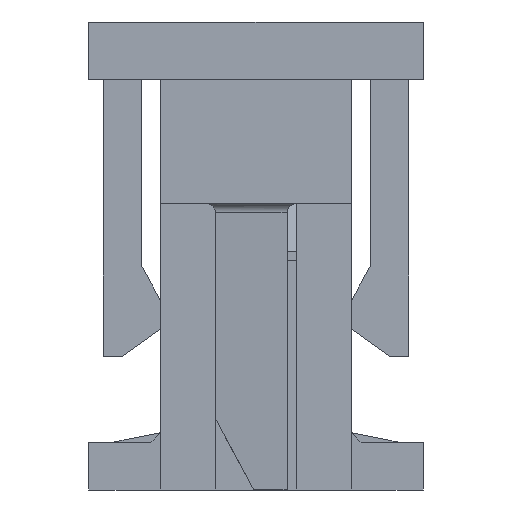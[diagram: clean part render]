
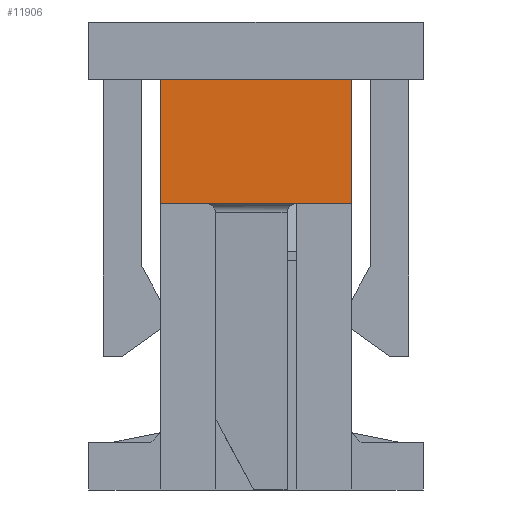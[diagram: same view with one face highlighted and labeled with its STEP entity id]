
A CAD part, left-side view. The second image highlights one B-rep face of the part: STEP entity #11906.
In plain terms, the highlighted planar face has unit normal (-1, 0, 0).
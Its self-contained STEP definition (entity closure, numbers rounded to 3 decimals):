
#3450=ORIENTED_EDGE('',*,*,#5283,.F.);
#3451=ORIENTED_EDGE('',*,*,#5278,.F.);
#3452=ORIENTED_EDGE('',*,*,#5285,.T.);
#3453=ORIENTED_EDGE('',*,*,#5286,.T.);
#5278=EDGE_CURVE('',#6414,#6415,#8048,.T.);
#5283=EDGE_CURVE('',#6415,#6419,#8053,.T.);
#5285=EDGE_CURVE('',#6414,#6420,#8055,.T.);
#5286=EDGE_CURVE('',#6420,#6419,#8056,.T.);
#6414=VERTEX_POINT('',#18755);
#6415=VERTEX_POINT('',#18757);
#6419=VERTEX_POINT('',#18767);
#6420=VERTEX_POINT('',#18771);
#8048=LINE('',#18756,#9702);
#8053=LINE('',#18766,#9707);
#8055=LINE('',#18770,#9709);
#8056=LINE('',#18772,#9710);
#9702=VECTOR('',#15346,1000.);
#9707=VECTOR('',#15353,1000.);
#9709=VECTOR('',#15357,1000.);
#9710=VECTOR('',#15358,1000.);
#10284=EDGE_LOOP('',(#3450,#3451,#3452,#3453));
#10838=FACE_BOUND('',#10284,.T.);
#11369=PLANE('',#12575);
#11906=ADVANCED_FACE('',(#10838),#11369,.T.);
#12575=AXIS2_PLACEMENT_3D('',#18769,#15355,#15356);
#15346=DIRECTION('',(0.,1.,0.));
#15353=DIRECTION('',(0.,0.,1.));
#15355=DIRECTION('',(-1.,0.,0.));
#15356=DIRECTION('',(0.,0.,1.));
#15357=DIRECTION('',(0.,0.,1.));
#15358=DIRECTION('',(0.,1.,0.));
#18755=CARTESIAN_POINT('',(-8.7,-1.,-0.65));
#18756=CARTESIAN_POINT('',(-8.7,-1.,-0.65));
#18757=CARTESIAN_POINT('',(-8.7,1.,-0.65));
#18766=CARTESIAN_POINT('',(-8.7,1.,-0.65));
#18767=CARTESIAN_POINT('',(-8.7,1.,0.65));
#18769=CARTESIAN_POINT('',(-8.7,-1.,-0.65));
#18770=CARTESIAN_POINT('',(-8.7,-1.,-0.65));
#18771=CARTESIAN_POINT('',(-8.7,-1.,0.65));
#18772=CARTESIAN_POINT('',(-8.7,-1.,0.65));
